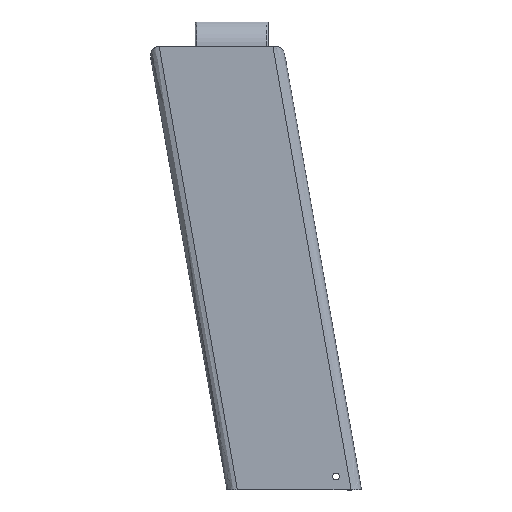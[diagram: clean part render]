
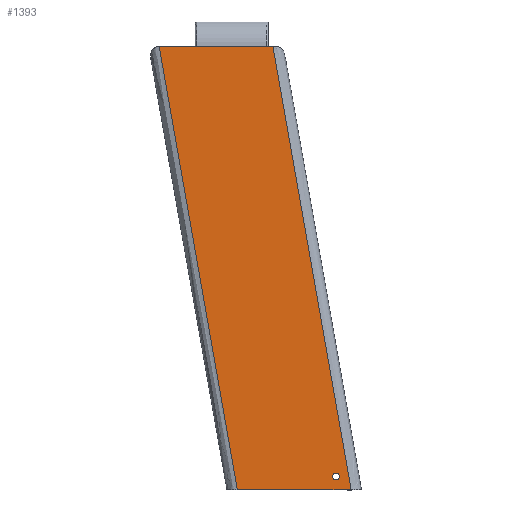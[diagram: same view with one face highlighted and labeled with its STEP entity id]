
A CAD part, top view. The second image highlights one B-rep face of the part: STEP entity #1393.
In plain terms, the highlighted planar face has unit normal (0, 0, 1).
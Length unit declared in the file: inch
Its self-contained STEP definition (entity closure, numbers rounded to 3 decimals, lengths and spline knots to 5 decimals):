
#138=FACE_BOUND('',#261,.T.);
#143=PLANE('',#1500);
#178=FACE_OUTER_BOUND('',#260,.T.);
#260=EDGE_LOOP('',(#962,#963,#964,#965,#966,#967,#968));
#261=EDGE_LOOP('',(#969));
#345=LINE('',#1893,#449);
#352=LINE('',#1921,#456);
#353=LINE('',#1923,#457);
#354=LINE('',#1925,#458);
#355=LINE('',#1927,#459);
#356=LINE('',#1929,#460);
#357=LINE('',#1930,#461);
#449=VECTOR('',#1600,0.3937);
#456=VECTOR('',#1623,0.3937);
#457=VECTOR('',#1624,0.3937);
#458=VECTOR('',#1625,0.3937);
#459=VECTOR('',#1626,0.3937);
#460=VECTOR('',#1627,0.3937);
#461=VECTOR('',#1628,0.3937);
#553=CIRCLE('',#1490,0.04688);
#583=VERTEX_POINT('',#1883);
#586=VERTEX_POINT('',#1890);
#587=VERTEX_POINT('',#1892);
#600=VERTEX_POINT('',#1920);
#601=VERTEX_POINT('',#1922);
#602=VERTEX_POINT('',#1924);
#603=VERTEX_POINT('',#1926);
#604=VERTEX_POINT('',#1928);
#723=EDGE_CURVE('',#583,#583,#553,.T.);
#726=EDGE_CURVE('',#586,#587,#345,.T.);
#740=EDGE_CURVE('',#586,#600,#352,.T.);
#741=EDGE_CURVE('',#601,#600,#353,.T.);
#742=EDGE_CURVE('',#602,#601,#354,.T.);
#743=EDGE_CURVE('',#603,#602,#355,.T.);
#744=EDGE_CURVE('',#604,#603,#356,.T.);
#745=EDGE_CURVE('',#587,#604,#357,.T.);
#962=ORIENTED_EDGE('',*,*,#740,.T.);
#963=ORIENTED_EDGE('',*,*,#741,.F.);
#964=ORIENTED_EDGE('',*,*,#742,.F.);
#965=ORIENTED_EDGE('',*,*,#743,.F.);
#966=ORIENTED_EDGE('',*,*,#744,.F.);
#967=ORIENTED_EDGE('',*,*,#745,.F.);
#968=ORIENTED_EDGE('',*,*,#726,.F.);
#969=ORIENTED_EDGE('',*,*,#723,.T.);
#1393=ADVANCED_FACE('',(#178,#138),#143,.T.);
#1490=AXIS2_PLACEMENT_3D('',#1885,#1593,#1594);
#1500=AXIS2_PLACEMENT_3D('',#1919,#1621,#1622);
#1593=DIRECTION('center_axis',(0.,0.,
-1.));
#1594=DIRECTION('ref_axis',(-1.,0.,0.));
#1600=DIRECTION('',(-1.,0.,0.));
#1621=DIRECTION('center_axis',(0.,0.,
1.));
#1622=DIRECTION('ref_axis',(1.,0.,0.));
#1623=DIRECTION('',(-0.174,0.985,0.));
#1624=DIRECTION('',(1.,0.,0.));
#1625=DIRECTION('',(1.,0.,0.));
#1626=DIRECTION('',(1.,0.,0.));
#1627=DIRECTION('',(-0.174,0.985,0.));
#1628=DIRECTION('',(-0.174,0.985,0.));
#1883=CARTESIAN_POINT('',(7.17633,-3.21109,0.372));
#1885=CARTESIAN_POINT('Origin',(7.12945,-3.21109,0.372));
#1890=CARTESIAN_POINT('',(7.33607,-3.39407,0.372));
#1892=CARTESIAN_POINT('',(5.78007,-3.39407,0.372));
#1893=CARTESIAN_POINT('',(7.33607,-3.39407,0.372));
#1919=CARTESIAN_POINT('Origin',(5.38334,-1.14407,0.372));
#1920=CARTESIAN_POINT('',(6.26682,2.66993,0.372));
#1921=CARTESIAN_POINT('',(7.33607,-3.39407,0.372));
#1922=CARTESIAN_POINT('',(6.18199,2.66993,0.372));
#1923=CARTESIAN_POINT('',(6.26682,2.66993,0.372));
#1924=CARTESIAN_POINT('',(5.22199,2.66993,0.372));
#1925=CARTESIAN_POINT('',(6.26682,2.66993,0.372));
#1926=CARTESIAN_POINT('',(4.71082,2.66993,0.372));
#1927=CARTESIAN_POINT('',(6.26682,2.66993,0.372));
#1928=CARTESIAN_POINT('',(4.71086,2.66974,0.372));
#1929=CARTESIAN_POINT('',(5.38334,-1.14407,0.372));
#1930=CARTESIAN_POINT('',(5.38334,-1.14407,0.372));
